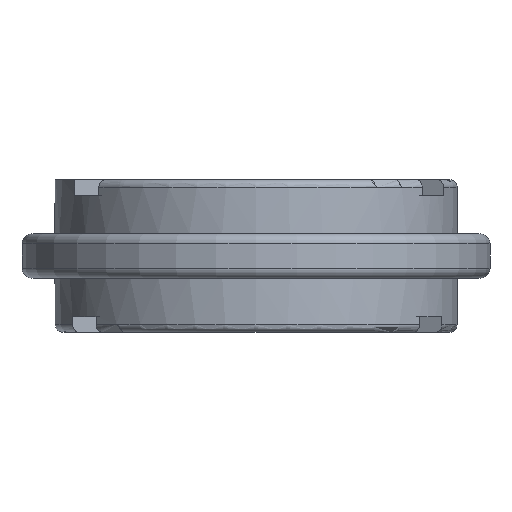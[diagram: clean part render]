
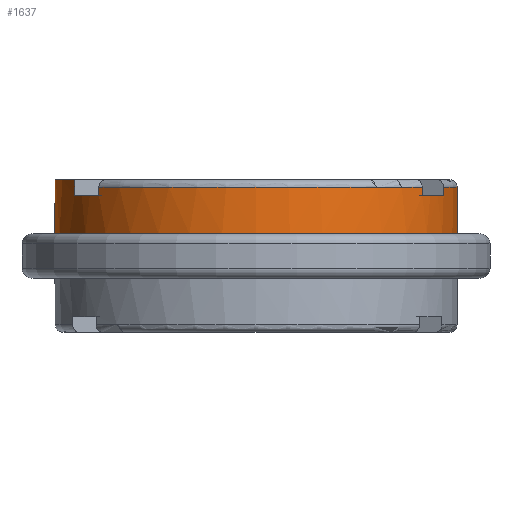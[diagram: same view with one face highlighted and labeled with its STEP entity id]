
A CAD part, left-side view. The second image highlights one B-rep face of the part: STEP entity #1637.
In plain terms, the highlighted cylindrical face has radius 26.4 mm (diameter 52.8 mm), a full revolution.
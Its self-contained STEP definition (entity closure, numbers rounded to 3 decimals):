
#43=CIRCLE('',#1771,26.4);
#44=CIRCLE('',#1772,26.4);
#45=CIRCLE('',#1773,26.4);
#46=CIRCLE('',#1774,26.4);
#47=CIRCLE('',#1775,26.4);
#48=CIRCLE('',#1776,26.4);
#49=CIRCLE('',#1777,26.4);
#50=CIRCLE('',#1778,26.4);
#51=CIRCLE('',#1779,26.4);
#52=CIRCLE('',#1780,26.4);
#206=FACE_OUTER_BOUND('',#302,.T.);
#302=EDGE_LOOP('',(#1194,#1195,#1196,#1197,#1198,#1199,#1200,#1201,#1202,
#1203,#1204,#1205,#1206,#1207,#1208,#1209,#1210,#1211,#1212,#1213,#1214,
#1215));
#394=B_SPLINE_CURVE_WITH_KNOTS('',3,(#2566,#2567,#2568,#2569,#2570,#2571,
#2572,#2573,#2574,#2575,#2576,#2577),.UNSPECIFIED.,.F.,.F.,(4,2,2,2,2,4),
(0.272,0.359,0.445,0.502,
0.53,0.558),.UNSPECIFIED.);
#400=B_SPLINE_CURVE_WITH_KNOTS('',3,(#2652,#2653,#2654,#2655,#2656,#2657,
#2658,#2659,#2660,#2661,#2662,#2663),.UNSPECIFIED.,.F.,.F.,(4,2,2,2,2,4),
(-0.558,-0.53,-0.502,-0.445,
-0.359,-0.272),.UNSPECIFIED.);
#450=LINE('',#2616,#562);
#460=LINE('',#2682,#572);
#471=LINE('',#2757,#583);
#472=LINE('',#2761,#584);
#473=LINE('',#2765,#585);
#474=LINE('',#2772,#586);
#475=LINE('',#2776,#587);
#476=LINE('',#2780,#588);
#477=LINE('',#2783,#589);
#562=VECTOR('',#1975,10.);
#572=VECTOR('',#1997,10.);
#583=VECTOR('',#2060,10.);
#584=VECTOR('',#2063,10.);
#585=VECTOR('',#2066,26.4);
#586=VECTOR('',#2075,10.);
#587=VECTOR('',#2078,10.);
#588=VECTOR('',#2081,10.);
#589=VECTOR('',#2084,10.);
#675=VERTEX_POINT('',#2563);
#676=VERTEX_POINT('',#2565);
#683=VERTEX_POINT('',#2614);
#690=VERTEX_POINT('',#2649);
#691=VERTEX_POINT('',#2651);
#695=VERTEX_POINT('',#2681);
#721=VERTEX_POINT('',#2753);
#722=VERTEX_POINT('',#2754);
#723=VERTEX_POINT('',#2756);
#724=VERTEX_POINT('',#2758);
#725=VERTEX_POINT('',#2760);
#726=VERTEX_POINT('',#2762);
#727=VERTEX_POINT('',#2764);
#728=VERTEX_POINT('',#2769);
#729=VERTEX_POINT('',#2771);
#730=VERTEX_POINT('',#2773);
#731=VERTEX_POINT('',#2775);
#732=VERTEX_POINT('',#2777);
#733=VERTEX_POINT('',#2779);
#734=VERTEX_POINT('',#2781);
#846=EDGE_CURVE('',#675,#676,#394,.F.);
#856=EDGE_CURVE('',#675,#683,#450,.T.);
#865=EDGE_CURVE('',#690,#691,#400,.F.);
#871=EDGE_CURVE('',#695,#691,#460,.T.);
#904=EDGE_CURVE('',#721,#722,#43,.T.);
#905=EDGE_CURVE('',#721,#723,#471,.T.);
#906=EDGE_CURVE('',#723,#724,#44,.T.);
#907=EDGE_CURVE('',#724,#725,#472,.T.);
#908=EDGE_CURVE('',#726,#725,#45,.T.);
#909=EDGE_CURVE('',#726,#727,#473,.T.);
#910=EDGE_CURVE('',#695,#727,#46,.T.);
#911=EDGE_CURVE('',#690,#676,#47,.T.);
#912=EDGE_CURVE('',#727,#683,#48,.T.);
#913=EDGE_CURVE('',#728,#726,#49,.T.);
#914=EDGE_CURVE('',#728,#729,#474,.T.);
#915=EDGE_CURVE('',#729,#730,#50,.T.);
#916=EDGE_CURVE('',#730,#731,#475,.T.);
#917=EDGE_CURVE('',#732,#731,#51,.T.);
#918=EDGE_CURVE('',#732,#733,#476,.T.);
#919=EDGE_CURVE('',#733,#734,#52,.T.);
#920=EDGE_CURVE('',#734,#722,#477,.T.);
#1194=ORIENTED_EDGE('',*,*,#904,.F.);
#1195=ORIENTED_EDGE('',*,*,#905,.T.);
#1196=ORIENTED_EDGE('',*,*,#906,.T.);
#1197=ORIENTED_EDGE('',*,*,#907,.T.);
#1198=ORIENTED_EDGE('',*,*,#908,.F.);
#1199=ORIENTED_EDGE('',*,*,#909,.T.);
#1200=ORIENTED_EDGE('',*,*,#910,.F.);
#1201=ORIENTED_EDGE('',*,*,#871,.T.);
#1202=ORIENTED_EDGE('',*,*,#865,.F.);
#1203=ORIENTED_EDGE('',*,*,#911,.T.);
#1204=ORIENTED_EDGE('',*,*,#846,.F.);
#1205=ORIENTED_EDGE('',*,*,#856,.T.);
#1206=ORIENTED_EDGE('',*,*,#912,.F.);
#1207=ORIENTED_EDGE('',*,*,#909,.F.);
#1208=ORIENTED_EDGE('',*,*,#913,.F.);
#1209=ORIENTED_EDGE('',*,*,#914,.T.);
#1210=ORIENTED_EDGE('',*,*,#915,.T.);
#1211=ORIENTED_EDGE('',*,*,#916,.T.);
#1212=ORIENTED_EDGE('',*,*,#917,.F.);
#1213=ORIENTED_EDGE('',*,*,#918,.T.);
#1214=ORIENTED_EDGE('',*,*,#919,.T.);
#1215=ORIENTED_EDGE('',*,*,#920,.T.);
#1598=CYLINDRICAL_SURFACE('',#1770,26.4);
#1637=ADVANCED_FACE('',(#206),#1598,.T.);
#1770=AXIS2_PLACEMENT_3D('',#2752,#2056,#2057);
#1771=AXIS2_PLACEMENT_3D('',#2755,#2058,#2059);
#1772=AXIS2_PLACEMENT_3D('',#2759,#2061,#2062);
#1773=AXIS2_PLACEMENT_3D('',#2763,#2064,#2065);
#1774=AXIS2_PLACEMENT_3D('',#2766,#2067,#2068);
#1775=AXIS2_PLACEMENT_3D('',#2767,#2069,#2070);
#1776=AXIS2_PLACEMENT_3D('',#2768,#2071,#2072);
#1777=AXIS2_PLACEMENT_3D('',#2770,#2073,#2074);
#1778=AXIS2_PLACEMENT_3D('',#2774,#2076,#2077);
#1779=AXIS2_PLACEMENT_3D('',#2778,#2079,#2080);
#1780=AXIS2_PLACEMENT_3D('',#2782,#2082,#2083);
#1975=DIRECTION('',(0.,0.,-1.));
#1997=DIRECTION('',(0.,0.,1.));
#2056=DIRECTION('center_axis',(0.,0.,1.));
#2057=DIRECTION('ref_axis',(1.,0.,0.));
#2058=DIRECTION('center_axis',(0.,0.,1.));
#2059=DIRECTION('ref_axis',(0.533,-0.846,0.));
#2060=DIRECTION('',(0.,0.,-1.));
#2061=DIRECTION('center_axis',(0.,0.,-1.));
#2062=DIRECTION('ref_axis',(1.,0.,0.));
#2063=DIRECTION('',(0.,0.,1.));
#2064=DIRECTION('center_axis',(0.,0.,1.));
#2065=DIRECTION('ref_axis',(-0.999,-0.038,0.));
#2066=DIRECTION('',(0.,0.,-1.));
#2067=DIRECTION('center_axis',(0.,0.,-1.));
#2068=DIRECTION('ref_axis',(1.,0.,0.));
#2069=DIRECTION('center_axis',(0.,0.,1.));
#2070=DIRECTION('ref_axis',(1.,0.,0.));
#2071=DIRECTION('center_axis',(0.,0.,-1.));
#2072=DIRECTION('ref_axis',(1.,0.,0.));
#2073=DIRECTION('center_axis',(0.,0.,1.));
#2074=DIRECTION('ref_axis',(-0.999,-0.038,0.));
#2075=DIRECTION('',(0.,0.,-1.));
#2076=DIRECTION('center_axis',(0.,0.,-1.));
#2077=DIRECTION('ref_axis',(1.,0.,0.));
#2078=DIRECTION('',(0.,0.,1.));
#2079=DIRECTION('center_axis',(0.,0.,1.));
#2080=DIRECTION('ref_axis',(1.,0.,0.));
#2081=DIRECTION('',(0.,0.,-1.));
#2082=DIRECTION('center_axis',(0.,0.,-1.));
#2083=DIRECTION('ref_axis',(1.,0.,0.));
#2084=DIRECTION('',(0.,0.,1.));
#2563=CARTESIAN_POINT('',(21.595,15.186,3.79));
#2565=CARTESIAN_POINT('',(22.818,13.278,5.29));
#2566=CARTESIAN_POINT('Ctrl Pts',(22.818,13.278,5.29));
#2567=CARTESIAN_POINT('Ctrl Pts',(22.673,13.527,5.29));
#2568=CARTESIAN_POINT('Ctrl Pts',(22.511,13.795,5.248));
#2569=CARTESIAN_POINT('Ctrl Pts',(22.196,14.297,5.072));
#2570=CARTESIAN_POINT('Ctrl Pts',(22.042,14.532,4.937));
#2571=CARTESIAN_POINT('Ctrl Pts',(21.83,14.847,4.649));
#2572=CARTESIAN_POINT('Ctrl Pts',(21.747,14.967,4.503));
#2573=CARTESIAN_POINT('Ctrl Pts',(21.659,15.095,4.252));
#2574=CARTESIAN_POINT('Ctrl Pts',(21.635,15.129,4.163));
#2575=CARTESIAN_POINT('Ctrl Pts',(21.603,15.174,3.979));
#2576=CARTESIAN_POINT('Ctrl Pts',(21.595,15.186,3.884));
#2577=CARTESIAN_POINT('Ctrl Pts',(21.595,15.186,3.79));
#2614=CARTESIAN_POINT('',(21.595,15.186,2.9));
#2616=CARTESIAN_POINT('',(21.595,15.186,0.));
#2649=CARTESIAN_POINT('',(22.818,-13.278,5.29));
#2651=CARTESIAN_POINT('',(21.595,-15.186,3.79));
#2652=CARTESIAN_POINT('Ctrl Pts',(21.595,-15.186,3.79));
#2653=CARTESIAN_POINT('Ctrl Pts',(21.595,-15.186,3.884));
#2654=CARTESIAN_POINT('Ctrl Pts',(21.603,-15.174,3.979));
#2655=CARTESIAN_POINT('Ctrl Pts',(21.635,-15.129,4.163));
#2656=CARTESIAN_POINT('Ctrl Pts',(21.659,-15.095,4.252));
#2657=CARTESIAN_POINT('Ctrl Pts',(21.747,-14.967,4.503));
#2658=CARTESIAN_POINT('Ctrl Pts',(21.83,-14.847,4.649));
#2659=CARTESIAN_POINT('Ctrl Pts',(22.042,-14.532,4.937));
#2660=CARTESIAN_POINT('Ctrl Pts',(22.196,-14.297,5.072));
#2661=CARTESIAN_POINT('Ctrl Pts',(22.511,-13.795,5.248));
#2662=CARTESIAN_POINT('Ctrl Pts',(22.673,-13.527,5.29));
#2663=CARTESIAN_POINT('Ctrl Pts',(22.818,-13.278,5.29));
#2681=CARTESIAN_POINT('',(21.595,-15.186,2.9));
#2682=CARTESIAN_POINT('',(21.595,-15.186,0.));
#2752=CARTESIAN_POINT('Origin',(0.,0.,0.));
#2753=CARTESIAN_POINT('',(-9.584,-24.599,9.));
#2754=CARTESIAN_POINT('',(26.324,-2.,9.));
#2755=CARTESIAN_POINT('Origin',(0.,0.,9.));
#2756=CARTESIAN_POINT('',(-9.584,-24.599,7.95));
#2757=CARTESIAN_POINT('',(-9.584,-24.599,0.));
#2758=CARTESIAN_POINT('',(-14.894,-21.797,7.95));
#2759=CARTESIAN_POINT('Origin',(0.,0.,7.95));
#2760=CARTESIAN_POINT('',(-14.894,-21.797,9.));
#2761=CARTESIAN_POINT('',(-14.894,-21.797,0.));
#2762=CARTESIAN_POINT('',(-26.4,0.,9.));
#2763=CARTESIAN_POINT('Origin',(0.,0.,9.));
#2764=CARTESIAN_POINT('',(-26.4,0.,2.9));
#2765=CARTESIAN_POINT('',(-26.4,0.,0.));
#2766=CARTESIAN_POINT('Origin',(0.,0.,2.9));
#2767=CARTESIAN_POINT('Origin',(0.,0.,5.29));
#2768=CARTESIAN_POINT('Origin',(0.,0.,2.9));
#2769=CARTESIAN_POINT('',(-16.512,20.599,9.));
#2770=CARTESIAN_POINT('Origin',(0.,0.,9.));
#2771=CARTESIAN_POINT('',(-16.512,20.599,7.95));
#2772=CARTESIAN_POINT('',(-16.512,20.599,0.));
#2773=CARTESIAN_POINT('',(-11.43,23.797,7.95));
#2774=CARTESIAN_POINT('Origin',(0.,0.,7.95));
#2775=CARTESIAN_POINT('',(-11.43,23.797,10.));
#2776=CARTESIAN_POINT('',(-11.43,23.797,0.));
#2777=CARTESIAN_POINT('',(26.095,4.,10.));
#2778=CARTESIAN_POINT('Origin',(0.,0.,10.));
#2779=CARTESIAN_POINT('',(26.095,4.,7.95));
#2780=CARTESIAN_POINT('',(26.095,4.,0.));
#2781=CARTESIAN_POINT('',(26.324,-2.,7.95));
#2782=CARTESIAN_POINT('Origin',(0.,0.,7.95));
#2783=CARTESIAN_POINT('',(26.324,-2.,0.));
